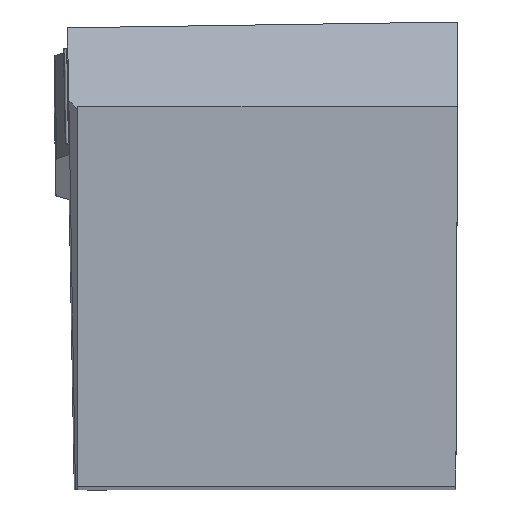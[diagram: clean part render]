
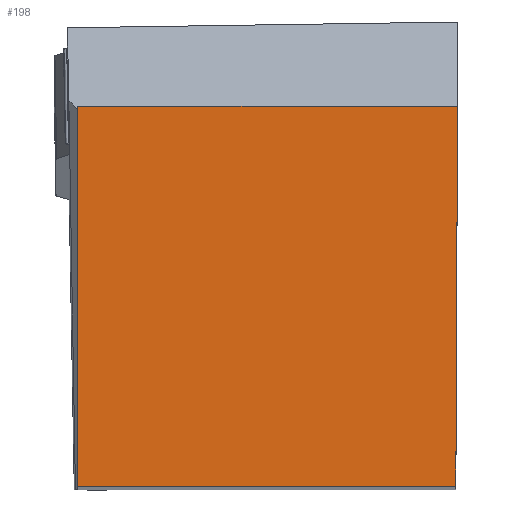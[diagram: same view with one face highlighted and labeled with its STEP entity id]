
A CAD part, top view. The second image highlights one B-rep face of the part: STEP entity #198.
In plain terms, the highlighted planar face has unit normal (0, 0, 1).
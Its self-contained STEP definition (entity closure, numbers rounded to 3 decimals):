
#198=ADVANCED_FACE('BLANK_BOXF006',(#302),#242,.F.);
#242=PLANE('',#1488);
#302=FACE_OUTER_BOUND('',#372,.T.);
#372=EDGE_LOOP('',(#702,#703,#704,#705));
#702=ORIENTED_EDGE('',*,*,#1033,.F.);
#703=ORIENTED_EDGE('',*,*,#1034,.F.);
#704=ORIENTED_EDGE('',*,*,#1023,.F.);
#705=ORIENTED_EDGE('',*,*,#1035,.F.);
#858=VERTEX_POINT('',#2356);
#859=VERTEX_POINT('',#2358);
#866=VERTEX_POINT('',#2378);
#867=VERTEX_POINT('',#2379);
#1023=EDGE_CURVE('',#858,#859,#1160,.T.);
#1033=EDGE_CURVE('',#866,#867,#1170,.T.);
#1034=EDGE_CURVE('',#859,#866,#1171,.T.);
#1035=EDGE_CURVE('',#867,#858,#1172,.T.);
#1160=LINE('',#2357,#1297);
#1170=LINE('',#2377,#1307);
#1171=LINE('',#2380,#1308);
#1172=LINE('',#2381,#1309);
#1297=VECTOR('',#1802,1.);
#1307=VECTOR('',#1818,1.);
#1308=VECTOR('',#1819,1.);
#1309=VECTOR('',#1820,1.);
#1488=AXIS2_PLACEMENT_3D('',#2382,#1821,#1822);
#1802=DIRECTION('',(-0.004,-1.,0.));
#1818=DIRECTION('',(0.,1.,0.));
#1819=DIRECTION('',(-1.,0.,0.));
#1820=DIRECTION('',(1.,0.,0.));
#1821=DIRECTION('',(0.,0.,-1.));
#1822=DIRECTION('',(0.,-1.,0.));
#2356=CARTESIAN_POINT('',(0.,15.875,0.));
#2357=CARTESIAN_POINT('',(0.373,101.349,0.));
#2358=CARTESIAN_POINT('',(-0.069,0.,0.));
#2377=CARTESIAN_POINT('',(-15.875,-101.35,0.));
#2378=CARTESIAN_POINT('',(-15.875,0.,0.));
#2379=CARTESIAN_POINT('',(-15.875,15.875,0.));
#2380=CARTESIAN_POINT('',(101.35,0.,0.));
#2381=CARTESIAN_POINT('',(-101.35,15.875,0.));
#2382=CARTESIAN_POINT('',(-32.725,-5.,0.));
